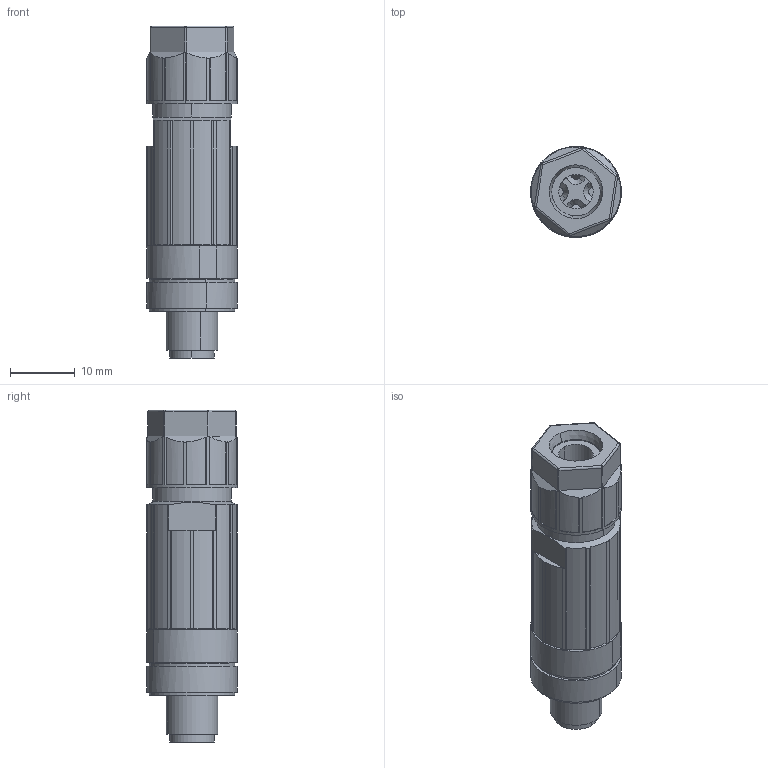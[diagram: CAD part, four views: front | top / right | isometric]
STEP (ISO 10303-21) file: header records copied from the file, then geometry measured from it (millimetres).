
FILE_DESCRIPTION(('CATIA V5 STEP Exchange','CAx-IF Rec.Pracs.--- Model Styling and Organization---1.5--- 2016-08-15','CAx-IF Rec.Pracs.---Supplemental Geometry---1.0---2011-11-01','CAx-IF Rec.Pracs.--- Composite Materials ---1.1---2010-07-15'),'2;1');
FILE_NAME ('2091737-2_0', '2025-02-19T07:20:27+00:00', ('none'), ('Weidmueller'), 'CATIA Version 5-6 Release 2022 SP4 HF5', 'CATIA V5 STEP AP214 v3', 'none');
FILE_SCHEMA(('AUTOMOTIVE_DESIGN { 1 0 10303 214 1 1 1 1 }'));
Length unit declared in the file: millimetre
Products named in the file (1): 3103320000
Bounding box: 14 x 14 x 51.24 mm (x, y, z)
Volume: 4881.6 mm3; surface area: 4454.7 mm2
Topology: 1 solids, 1 shells, 425 faces, 1197 edges, 797 vertices
Faces by surface type: plane 233, cylinder 129, extrusion 39, cone 18, sphere 6
Entity records: 14212 total; most frequent: CARTESIAN_POINT 4041, ORIENTED_EDGE 2394, DIRECTION 1476, EDGE_CURVE 1197, VERTEX_POINT 797, VECTOR 750, LINE 711, AXIS2_PLACEMENT_3D 485
